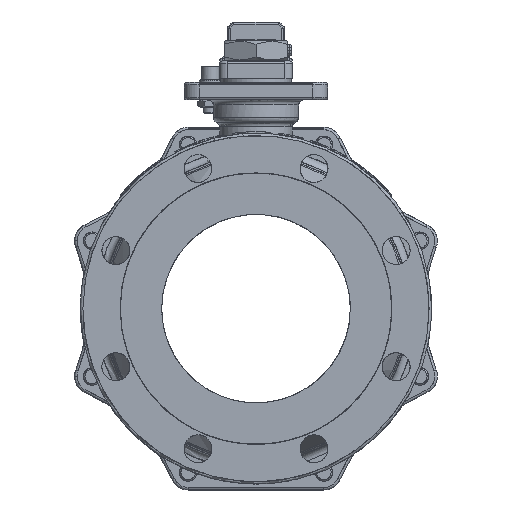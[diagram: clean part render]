
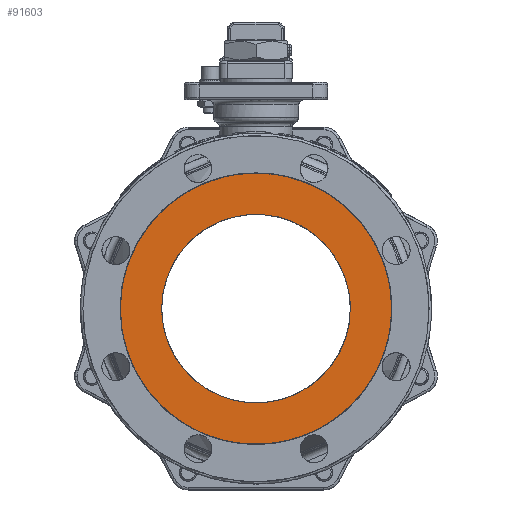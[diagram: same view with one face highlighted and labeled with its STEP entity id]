
A CAD part, left-side view. The second image highlights one B-rep face of the part: STEP entity #91603.
In plain terms, the highlighted planar face has unit normal (-1, 0, 0).
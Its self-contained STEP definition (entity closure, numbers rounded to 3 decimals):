
#91566=CARTESIAN_POINT('',(-197.,0.,-0.));
#91567=DIRECTION('',(1.,0.,0.));
#91568=DIRECTION('',(0.,1.,-0.));
#91569=AXIS2_PLACEMENT_3D('',#91566,#91567,#91568);
#91570=PLANE('',#91569);
#91571=CARTESIAN_POINT('',(-197.,108.,-0.));
#91572=VERTEX_POINT('',#91571);
#91573=CARTESIAN_POINT('',(-197.,108.,-0.));
#91574=CARTESIAN_POINT('',(-197.,108.,-108.));
#91575=CARTESIAN_POINT('',(-197.,0.,-108.));
#91576=CARTESIAN_POINT('',(-197.,-108.,-108.));
#91577=CARTESIAN_POINT('',(-197.,-108.,-0.));
#91578=CARTESIAN_POINT('',(-197.,-108.,108.));
#91579=CARTESIAN_POINT('',(-197.,0.,108.));
#91580=CARTESIAN_POINT('',(-197.,108.,108.));
#91581=CARTESIAN_POINT('',(-197.,108.,-0.));
#91582=(BOUNDED_CURVE()
B_SPLINE_CURVE(2,(#91573,#91574,#91575,#91576,#91577,#91578,#91579,#91580,#91581),.UNSPECIFIED.,.T.,.F.)
B_SPLINE_CURVE_WITH_KNOTS((3,2,2,2,3),(180.,270.,360.,450.,540.),.UNSPECIFIED.)
CURVE()
GEOMETRIC_REPRESENTATION_ITEM()
RATIONAL_B_SPLINE_CURVE((1.,0.707,1.,0.707,1.,0.707,1.,0.707,1.))
REPRESENTATION_ITEM(''));
#91583=EDGE_CURVE('',#91572,#91572,#91582,.T.);
#91584=ORIENTED_EDGE('',*,*,#91583,.T.);
#91585=EDGE_LOOP('',(#91584));
#91586=FACE_BOUND('',#91585,.T.);
#91587=CARTESIAN_POINT('',(-197.,-75.,-0.));
#91588=VERTEX_POINT('',#91587);
#91589=CARTESIAN_POINT('',(-197.,-75.,-0.));
#91590=CARTESIAN_POINT('',(-197.,-75.,-75.));
#91591=CARTESIAN_POINT('',(-197.,-0.,-75.));
#91592=CARTESIAN_POINT('',(-197.,75.,-75.));
#91593=CARTESIAN_POINT('',(-197.,75.,-0.));
#91594=CARTESIAN_POINT('',(-197.,75.,75.));
#91595=CARTESIAN_POINT('',(-197.,0.,75.));
#91596=CARTESIAN_POINT('',(-197.,-75.,75.));
#91597=CARTESIAN_POINT('',(-197.,-75.,-0.));
#91598=(BOUNDED_CURVE()
B_SPLINE_CURVE(2,(#91589,#91590,#91591,#91592,#91593,#91594,#91595,#91596,#91597),.UNSPECIFIED.,.T.,.F.)
B_SPLINE_CURVE_WITH_KNOTS((3,2,2,2,3),(180.,270.,360.,450.,540.),.UNSPECIFIED.)
CURVE()
GEOMETRIC_REPRESENTATION_ITEM()
RATIONAL_B_SPLINE_CURVE((1.,0.707,1.,0.707,1.,0.707,1.,0.707,1.))
REPRESENTATION_ITEM(''));
#91599=EDGE_CURVE('',#91588,#91588,#91598,.T.);
#91600=ORIENTED_EDGE('',*,*,#91599,.T.);
#91601=EDGE_LOOP('',(#91600));
#91602=FACE_BOUND('',#91601,.T.);
#91603=ADVANCED_FACE('',(#91586,#91602),#91570,.F.);
